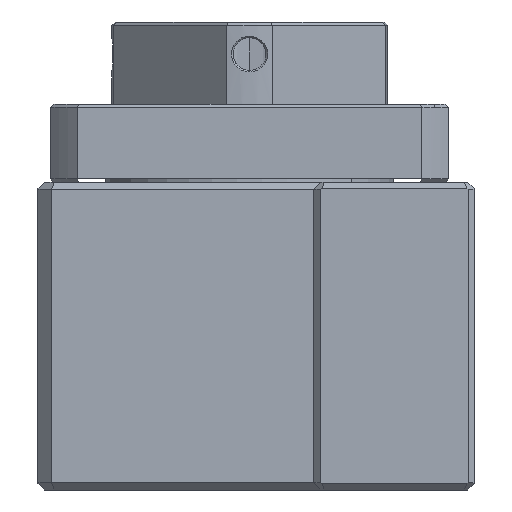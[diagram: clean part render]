
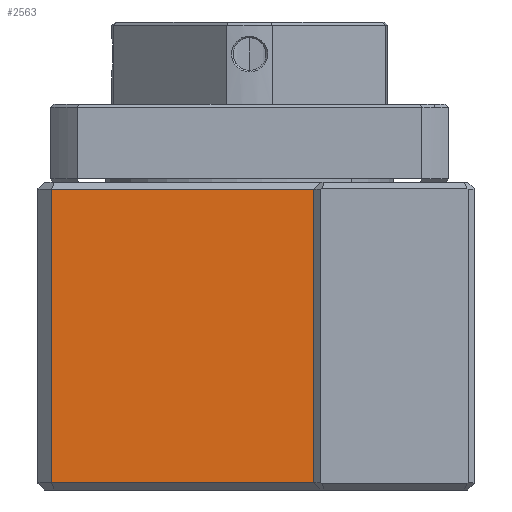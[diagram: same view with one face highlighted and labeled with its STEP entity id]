
A CAD part, left-side view. The second image highlights one B-rep face of the part: STEP entity #2563.
In plain terms, the highlighted planar face has unit normal (-1, 0, 0).
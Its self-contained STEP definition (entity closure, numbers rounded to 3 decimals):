
#26 = CARTESIAN_POINT ( 'NONE',  ( -33., -10., -1.2 ) ) ;
#174 = DIRECTION ( 'NONE',  ( 0., 0., -1. ) ) ;
#261 = AXIS2_PLACEMENT_3D ( 'NONE', #574, #1514, #2593 ) ;
#340 = PLANE ( 'NONE',  #261 ) ;
#345 = VECTOR ( 'NONE', #4015, 1000. ) ;
#574 = CARTESIAN_POINT ( 'NONE',  ( -33., -10., -48.2 ) ) ;
#617 = EDGE_CURVE ( 'NONE', #2574, #6334, #2390, .T. ) ;
#1026 = VERTEX_POINT ( 'NONE', #6067 ) ;
#1092 = FACE_OUTER_BOUND ( 'NONE', #5861, .T. ) ;
#1458 = ORIENTED_EDGE ( 'NONE', *, *, #2833, .T. ) ;
#1514 = DIRECTION ( 'NONE',  ( 1., 0., 0. ) ) ;
#1975 = VERTEX_POINT ( 'NONE', #2530 ) ;
#2259 = CARTESIAN_POINT ( 'NONE',  ( -33., 30.9, -1.2 ) ) ;
#2390 = LINE ( 'NONE', #2524, #4594 ) ;
#2524 = CARTESIAN_POINT ( 'NONE',  ( -33., 30.9, -1.2 ) ) ;
#2530 = CARTESIAN_POINT ( 'NONE',  ( -33., -10., -47. ) ) ;
#2541 = CARTESIAN_POINT ( 'NONE',  ( -33., -10., -48.2 ) ) ;
#2563 = ADVANCED_FACE ( 'NONE', ( #1092 ), #340, .F. ) ;
#2574 = VERTEX_POINT ( 'NONE', #26 ) ;
#2593 = DIRECTION ( 'NONE',  ( 0., 0., -1. ) ) ;
#2833 = EDGE_CURVE ( 'NONE', #1026, #1975, #3486, .T. ) ;
#2900 = ORIENTED_EDGE ( 'NONE', *, *, #7273, .T. ) ;
#3486 = LINE ( 'NONE', #4035, #345 ) ;
#4015 = DIRECTION ( 'NONE',  ( 0., -1., 0. ) ) ;
#4035 = CARTESIAN_POINT ( 'NONE',  ( -33., -10., -47. ) ) ;
#4594 = VECTOR ( 'NONE', #6425, 1000. ) ;
#4676 = CARTESIAN_POINT ( 'NONE',  ( -33., 30.9, -48.2 ) ) ;
#5218 = LINE ( 'NONE', #2541, #6698 ) ;
#5619 = VECTOR ( 'NONE', #174, 1000. ) ;
#5861 = EDGE_LOOP ( 'NONE', ( #6687, #1458, #2900, #6094 ) ) ;
#6067 = CARTESIAN_POINT ( 'NONE',  ( -33., 30.9, -47. ) ) ;
#6090 = DIRECTION ( 'NONE',  ( 0., 0., 1. ) ) ;
#6094 = ORIENTED_EDGE ( 'NONE', *, *, #617, .T. ) ;
#6334 = VERTEX_POINT ( 'NONE', #2259 ) ;
#6425 = DIRECTION ( 'NONE',  ( 0., 1., 0. ) ) ;
#6687 = ORIENTED_EDGE ( 'NONE', *, *, #6934, .T. ) ;
#6698 = VECTOR ( 'NONE', #6090, 1000. ) ;
#6934 = EDGE_CURVE ( 'NONE', #6334, #1026, #7074, .T. ) ;
#7074 = LINE ( 'NONE', #4676, #5619 ) ;
#7273 = EDGE_CURVE ( 'NONE', #1975, #2574, #5218, .T. ) ;
